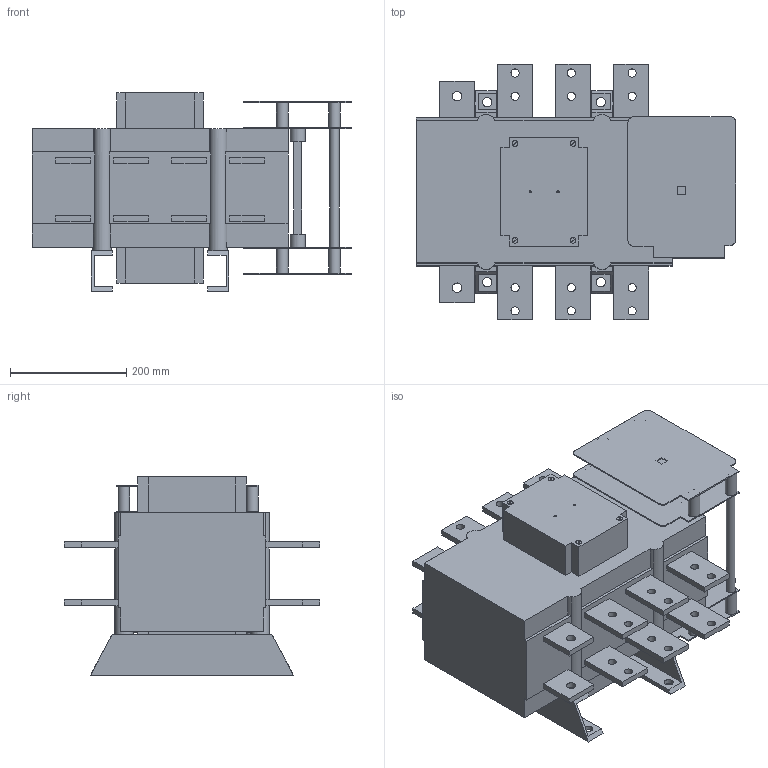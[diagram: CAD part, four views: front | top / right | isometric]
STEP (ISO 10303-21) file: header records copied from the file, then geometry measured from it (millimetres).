
FILE_DESCRIPTION(/* description */ (''),/* implementation_level */ '2;1');
FILE_NAME(/* name */ '3d_GE1600ET4.stp',/* time_stamp */ '2018-10-08T14:57:25+02:00',/* author */ ('Andrzej'),/* organization */ (''),/* preprocessor_version */ 'ST-DEVELOPER v16.13',/* originating_system */ 'AutoCAD Mechanical',/* authorisation */ '');
FILE_SCHEMA (('AUTOMOTIVE_DESIGN { 1 0 10303 214 3 1 1 }'));
Length unit declared in the file: millimetre
Products named in the file (1): Product
Bounding box: 551 x 441 x 342 mm (x, y, z)
Volume: 27942865.4 mm3; surface area: 1307979.2 mm2
Topology: 6 solids, 6 shells, 332 faces, 866 edges, 570 vertices
Faces by surface type: plane 256, cylinder 76
Full cylindrical faces by diameter (mm): 3.5 x2, 4 x2, 10 x4, 14.1 x24, 16 x6, 16.2 x4, 20 x8, 26 x2, 32 x4
Entity records: 9938 total; most frequent: CARTESIAN_POINT 1703, DIRECTION 1648, ORIENTED_EDGE 1600, EDGE_CURVE 792, LINE 614, VECTOR 614, VERTEX_POINT 552, AXIS2_PLACEMENT_3D 517
